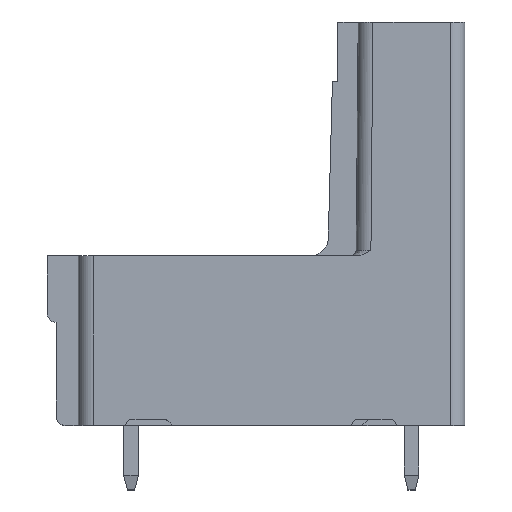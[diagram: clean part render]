
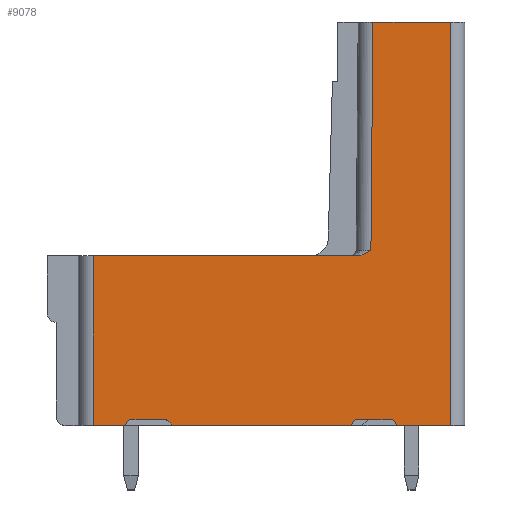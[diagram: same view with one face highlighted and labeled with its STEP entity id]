
A CAD part, top view. The second image highlights one B-rep face of the part: STEP entity #9078.
In plain terms, the highlighted planar face has unit normal (0, 0, 1).
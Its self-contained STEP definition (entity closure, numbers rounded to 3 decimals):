
#641=DIRECTION('',(1.,0.,0.));
#642=VECTOR('',#641,2.85);
#643=CARTESIAN_POINT('',(-3.644,0.,
-115.023));
#644=LINE('',#643,#642);
#1641=CARTESIAN_POINT('',(-5.857,9.2,
-115.023));
#1960=DIRECTION('',(1.,0.,0.));
#1961=VECTOR('',#1960,2.);
#1962=CARTESIAN_POINT('',(-18.194,0.3,-115.023));
#1963=LINE('',#1962,#1961);
#1968=DIRECTION('',(1.,0.,0.));
#1969=VECTOR('',#1968,14.337);
#1970=CARTESIAN_POINT('',(-20.194,9.2,
-115.023));
#1971=LINE('',#1970,#1969);
#1972=CARTESIAN_POINT('',(-5.857,9.2,
-115.023));
#1973=CARTESIAN_POINT('',(-5.825,9.2,
-115.023));
#1974=CARTESIAN_POINT('',(-5.757,9.204,
-115.023));
#1975=CARTESIAN_POINT('',(-5.644,9.227,
-115.023));
#1976=CARTESIAN_POINT('',(-5.523,9.268,
-115.023));
#1977=CARTESIAN_POINT('',(-5.393,9.328,
-115.023));
#1978=CARTESIAN_POINT('',(-5.255,9.405,
-115.023));
#1979=CARTESIAN_POINT('',(-5.154,9.467,
-115.023));
#1980=CARTESIAN_POINT('',(-5.102,9.5,
-115.023));
#1982=DIRECTION('',(0.009,1.,0.));
#1983=VECTOR('',#1982,12.4);
#1984=CARTESIAN_POINT('',(-5.102,9.5,
-115.023));
#1985=LINE('',#1984,#1983);
#1986=DIRECTION('',(1.,0.,0.));
#1987=VECTOR('',#1986,4.2);
#1988=CARTESIAN_POINT('',(-4.994,21.9,-115.023));
#1989=LINE('',#1988,#1987);
#1990=DIRECTION('',(-0.707,0.707,0.));
#1991=VECTOR('',#1990,0.424);
#1992=CARTESIAN_POINT('',(-3.644,0.,
-115.023));
#1993=LINE('',#1992,#1991);
#1994=DIRECTION('',(-0.707,-0.707,0.));
#1995=VECTOR('',#1994,0.424);
#1996=CARTESIAN_POINT('',(-5.944,0.3,
-115.023));
#1997=LINE('',#1996,#1995);
#1998=DIRECTION('',(-1.,0.,0.));
#1999=VECTOR('',#1998,9.65);
#2000=CARTESIAN_POINT('',(-6.244,0.,
-115.023));
#2001=LINE('',#2000,#1999);
#2002=DIRECTION('',(-0.707,0.707,0.));
#2003=VECTOR('',#2002,0.424);
#2004=CARTESIAN_POINT('',(-15.894,0.,
-115.023));
#2005=LINE('',#2004,#2003);
#2006=DIRECTION('',(-0.707,-0.707,0.));
#2007=VECTOR('',#2006,0.424);
#2008=CARTESIAN_POINT('',(-18.194,0.3,-115.023));
#2009=LINE('',#2008,#2007);
#2010=DIRECTION('',(-1.,0.,0.));
#2011=VECTOR('',#2010,1.7);
#2012=CARTESIAN_POINT('',(-18.494,0.,
-115.023));
#2013=LINE('',#2012,#2011);
#2014=DIRECTION('',(0.,1.,0.));
#2015=VECTOR('',#2014,9.2);
#2016=CARTESIAN_POINT('',(-20.194,0.,
-115.023));
#2017=LINE('',#2016,#2015);
#2508=DIRECTION('',(1.,0.,0.));
#2509=VECTOR('',#2508,2.);
#2510=CARTESIAN_POINT('',(-5.944,0.3,
-115.023));
#2511=LINE('',#2510,#2509);
#4062=DIRECTION('',(0.,1.,0.));
#4063=VECTOR('',#4062,21.9);
#4064=CARTESIAN_POINT('',(-0.794,0.,
-115.023));
#4065=LINE('',#4064,#4063);
#5608=CARTESIAN_POINT('',(-0.794,21.9,-115.023));
#5609=VERTEX_POINT('',#5608);
#5610=CARTESIAN_POINT('',(-4.994,21.9,-115.023));
#5611=VERTEX_POINT('',#5610);
#5655=CARTESIAN_POINT('',(-20.194,0.,
-115.023));
#5656=VERTEX_POINT('',#5655);
#5657=CARTESIAN_POINT('',(-18.494,0.,
-115.023));
#5658=VERTEX_POINT('',#5657);
#5671=CARTESIAN_POINT('',(-15.894,0.,
-115.023));
#5672=VERTEX_POINT('',#5671);
#5673=CARTESIAN_POINT('',(-6.244,0.,
-115.023));
#5674=VERTEX_POINT('',#5673);
#5695=CARTESIAN_POINT('',(-3.644,0.,
-115.023));
#5696=VERTEX_POINT('',#5695);
#5697=CARTESIAN_POINT('',(-0.794,0.,
-115.023));
#5698=VERTEX_POINT('',#5697);
#5807=VERTEX_POINT('',#1641);
#5808=CARTESIAN_POINT('',(-20.194,9.2,
-115.023));
#5809=VERTEX_POINT('',#5808);
#5999=CARTESIAN_POINT('',(-16.194,0.3,
-115.023));
#6000=VERTEX_POINT('',#5999);
#6001=CARTESIAN_POINT('',(-18.194,0.3,-115.023));
#6002=VERTEX_POINT('',#6001);
#6003=VERTEX_POINT('',#1980);
#6004=CARTESIAN_POINT('',(-3.944,0.3,
-115.023));
#6005=VERTEX_POINT('',#6004);
#6006=CARTESIAN_POINT('',(-5.944,0.3,
-115.023));
#6007=VERTEX_POINT('',#6006);
#9048=CARTESIAN_POINT('',(-6.202,9.5,-115.023));
#9049=DIRECTION('',(0.,0.,1.));
#9050=DIRECTION('',(-1.,0.,0.));
#9051=AXIS2_PLACEMENT_3D('',#9048,#9049,#9050);
#9052=PLANE('',#9051);
#9053=ORIENTED_EDGE('',*,*,#8515,.T.);
#9055=ORIENTED_EDGE('',*,*,#9054,.T.);
#9057=ORIENTED_EDGE('',*,*,#9056,.T.);
#9059=ORIENTED_EDGE('',*,*,#9058,.T.);
#9061=ORIENTED_EDGE('',*,*,#9060,.F.);
#9062=ORIENTED_EDGE('',*,*,#7088,.F.);
#9064=ORIENTED_EDGE('',*,*,#9063,.T.);
#9066=ORIENTED_EDGE('',*,*,#9065,.F.);
#9068=ORIENTED_EDGE('',*,*,#9067,.T.);
#9069=ORIENTED_EDGE('',*,*,#7064,.T.);
#9070=ORIENTED_EDGE('',*,*,#9015,.T.);
#9071=ORIENTED_EDGE('',*,*,#9029,.F.);
#9072=ORIENTED_EDGE('',*,*,#9042,.T.);
#9073=ORIENTED_EDGE('',*,*,#7048,.T.);
#9075=ORIENTED_EDGE('',*,*,#9074,.T.);
#9076=EDGE_LOOP('',(#9053,#9055,#9057,#9059,#9061,#9062,#9064,#9066,#9068,#9069,
#9070,#9071,#9072,#9073,#9075));
#9077=FACE_OUTER_BOUND('',#9076,.F.);
#9078=ADVANCED_FACE('',(#9077),#9052,.T.);
#1981=B_SPLINE_CURVE_WITH_KNOTS('',3,(#1972,#1973,#1974,#1975,#1976,#1977,#1978,
#1979,#1980),.UNSPECIFIED.,.F.,.F.,(4,1,1,1,1,1,4),(0.,0.167,
0.333,0.5,0.667,0.833,1.),
.UNSPECIFIED.);
#7048=EDGE_CURVE('',#5658,#5656,#2013,.T.);
#7064=EDGE_CURVE('',#5674,#5672,#2001,.T.);
#7088=EDGE_CURVE('',#5696,#5698,#644,.T.);
#8515=EDGE_CURVE('',#5809,#5807,#1971,.T.);
#9015=EDGE_CURVE('',#5672,#6000,#2005,.T.);
#9029=EDGE_CURVE('',#6002,#6000,#1963,.T.);
#9042=EDGE_CURVE('',#6002,#5658,#2009,.T.);
#9054=EDGE_CURVE('',#5807,#6003,#1981,.T.);
#9056=EDGE_CURVE('',#6003,#5611,#1985,.T.);
#9058=EDGE_CURVE('',#5611,#5609,#1989,.T.);
#9060=EDGE_CURVE('',#5698,#5609,#4065,.T.);
#9063=EDGE_CURVE('',#5696,#6005,#1993,.T.);
#9065=EDGE_CURVE('',#6007,#6005,#2511,.T.);
#9067=EDGE_CURVE('',#6007,#5674,#1997,.T.);
#9074=EDGE_CURVE('',#5656,#5809,#2017,.T.);
